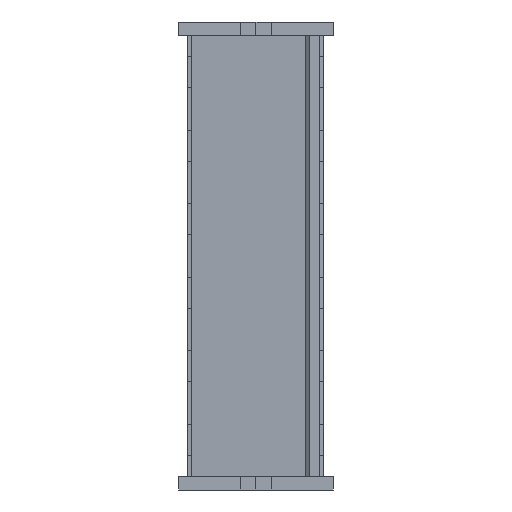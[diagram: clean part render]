
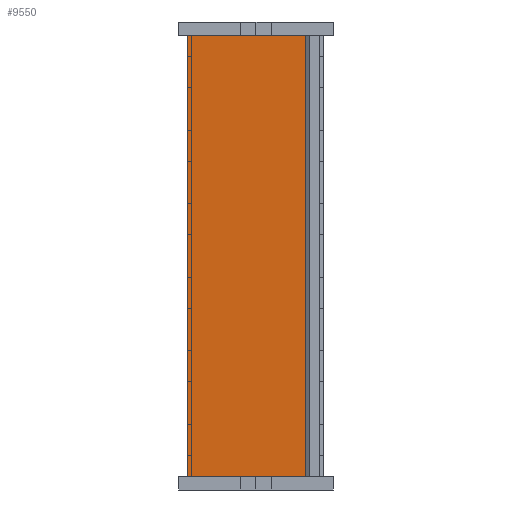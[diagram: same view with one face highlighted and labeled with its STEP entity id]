
A CAD part, left-side view. The second image highlights one B-rep face of the part: STEP entity #9550.
In plain terms, the highlighted planar face has unit normal (-0.999, 0.052, 0).
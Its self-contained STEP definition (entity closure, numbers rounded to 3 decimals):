
#145 = CARTESIAN_POINT ( 'NONE',  ( 0.306, 0., 0. ) ) ;
#148 = VERTEX_POINT ( 'NONE', #6601 ) ;
#225 = CARTESIAN_POINT ( 'NONE',  ( -1.255, -29.8, 0. ) ) ;
#546 = DIRECTION ( 'NONE',  ( 0.052, 0.999, 0. ) ) ;
#684 = CARTESIAN_POINT ( 'NONE',  ( -1.255, -29.8, -100. ) ) ;
#731 = EDGE_LOOP ( 'NONE', ( #6861, #2621, #4926, #6491, #1288, #13289, #13288, #3109 ) ) ;
#760 = CARTESIAN_POINT ( 'NONE',  ( 0.306, 0., 0. ) ) ;
#913 = VECTOR ( 'NONE', #10896, 1000. ) ;
#1144 = CARTESIAN_POINT ( 'NONE',  ( -1.206, -28.852, 0. ) ) ;
#1288 = ORIENTED_EDGE ( 'NONE', *, *, #2704, .F. ) ;
#1703 = DIRECTION ( 'NONE',  ( 0., 0., 1. ) ) ;
#1891 = EDGE_CURVE ( 'NONE', #9397, #2286, #7299, .T. ) ;
#1937 = VECTOR ( 'NONE', #9895, 1000. ) ;
#1965 = EDGE_CURVE ( 'NONE', #11400, #8801, #8254, .T. ) ;
#2108 = CARTESIAN_POINT ( 'NONE',  ( 0.207, -1.895, 0. ) ) ;
#2286 = VERTEX_POINT ( 'NONE', #2108 ) ;
#2301 = VERTEX_POINT ( 'NONE', #10446 ) ;
#2366 = VECTOR ( 'NONE', #11182, 1000. ) ;
#2621 = ORIENTED_EDGE ( 'NONE', *, *, #3524, .T. ) ;
#2704 = EDGE_CURVE ( 'NONE', #148, #10388, #3686, .T. ) ;
#3109 = ORIENTED_EDGE ( 'NONE', *, *, #12134, .F. ) ;
#3289 = DIRECTION ( 'NONE',  ( 0.052, 0.999, 0. ) ) ;
#3524 = EDGE_CURVE ( 'NONE', #2286, #8801, #6865, .T. ) ;
#3620 = CARTESIAN_POINT ( 'NONE',  ( 0.306, 0., -100. ) ) ;
#3686 = LINE ( 'NONE', #3620, #913 ) ;
#4329 = LINE ( 'NONE', #6572, #6748 ) ;
#4926 = ORIENTED_EDGE ( 'NONE', *, *, #1965, .F. ) ;
#5124 = DIRECTION ( 'NONE',  ( 0.052, 0.999, 0. ) ) ;
#5142 = LINE ( 'NONE', #760, #2366 ) ;
#5198 = VECTOR ( 'NONE', #1703, 1000. ) ;
#5628 = DIRECTION ( 'NONE',  ( -0.052, -0.999, 0. ) ) ;
#6212 = CARTESIAN_POINT ( 'NONE',  ( 0.207, -1.895, -100. ) ) ;
#6255 = EDGE_CURVE ( 'NONE', #10388, #11400, #7447, .T. ) ;
#6491 = ORIENTED_EDGE ( 'NONE', *, *, #6255, .F. ) ;
#6535 = VECTOR ( 'NONE', #5124, 1000. ) ;
#6572 = CARTESIAN_POINT ( 'NONE',  ( -1.258, -29.85, -100. ) ) ;
#6601 = CARTESIAN_POINT ( 'NONE',  ( -1.206, -28.852, -100. ) ) ;
#6748 = VECTOR ( 'NONE', #5628, 1000. ) ;
#6789 = DIRECTION ( 'NONE',  ( 0.999, -0.052, 0. ) ) ;
#6861 = ORIENTED_EDGE ( 'NONE', *, *, #1891, .T. ) ;
#6865 = LINE ( 'NONE', #9458, #6535 ) ;
#6890 = VECTOR ( 'NONE', #8996, 1000. ) ;
#6973 = VECTOR ( 'NONE', #3289, 1000. ) ;
#7299 = LINE ( 'NONE', #145, #6973 ) ;
#7447 = LINE ( 'NONE', #7804, #1937 ) ;
#7649 = EDGE_CURVE ( 'NONE', #148, #2301, #4329, .T. ) ;
#7804 = CARTESIAN_POINT ( 'NONE',  ( 0.306, 0., -100. ) ) ;
#8254 = LINE ( 'NONE', #11068, #5198 ) ;
#8801 = VERTEX_POINT ( 'NONE', #12860 ) ;
#8996 = DIRECTION ( 'NONE',  ( 0., 0., -1. ) ) ;
#9397 = VERTEX_POINT ( 'NONE', #1144 ) ;
#9458 = CARTESIAN_POINT ( 'NONE',  ( 0.312, 0.099, 0. ) ) ;
#9550 = ADVANCED_FACE ( 'NONE', ( #11345 ), #9870, .F. ) ;
#9640 = LINE ( 'NONE', #684, #6890 ) ;
#9870 = PLANE ( 'NONE',  #11493 ) ;
#9895 = DIRECTION ( 'NONE',  ( 0.052, 0.999, 0. ) ) ;
#10388 = VERTEX_POINT ( 'NONE', #6212 ) ;
#10446 = CARTESIAN_POINT ( 'NONE',  ( -1.255, -29.8, -100. ) ) ;
#10557 = VERTEX_POINT ( 'NONE', #225 ) ;
#10896 = DIRECTION ( 'NONE',  ( 0.052, 0.999, 0. ) ) ;
#11008 = CARTESIAN_POINT ( 'NONE',  ( 0.306, 0., -100. ) ) ;
#11068 = CARTESIAN_POINT ( 'NONE',  ( 0.306, 0., -100. ) ) ;
#11182 = DIRECTION ( 'NONE',  ( -0.052, -0.999, 0. ) ) ;
#11345 = FACE_OUTER_BOUND ( 'NONE', #731, .T. ) ;
#11400 = VERTEX_POINT ( 'NONE', #11008 ) ;
#11436 = EDGE_CURVE ( 'NONE', #10557, #2301, #9640, .T. ) ;
#11493 = AXIS2_PLACEMENT_3D ( 'NONE', #13027, #6789, #546 ) ;
#12134 = EDGE_CURVE ( 'NONE', #9397, #10557, #5142, .T. ) ;
#12860 = CARTESIAN_POINT ( 'NONE',  ( 0.306, 0., 0. ) ) ;
#13027 = CARTESIAN_POINT ( 'NONE',  ( 0.306, 0., -100. ) ) ;
#13288 = ORIENTED_EDGE ( 'NONE', *, *, #11436, .F. ) ;
#13289 = ORIENTED_EDGE ( 'NONE', *, *, #7649, .T. ) ;
